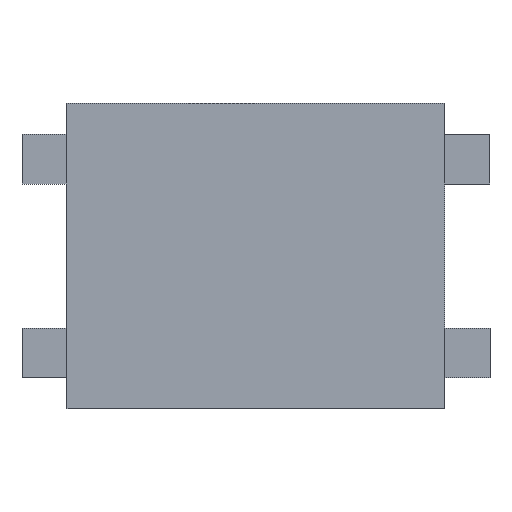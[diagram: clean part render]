
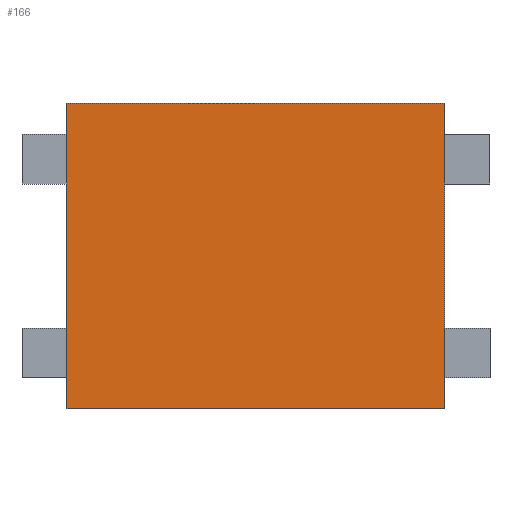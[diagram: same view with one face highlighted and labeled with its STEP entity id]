
A CAD part, front view. The second image highlights one B-rep face of the part: STEP entity #166.
In plain terms, the highlighted planar face has unit normal (0, -1, 0).
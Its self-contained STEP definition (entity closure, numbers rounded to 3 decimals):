
#13 = EDGE_CURVE ( 'NONE', #1551, #333, #626, .T. ) ;
#33 = CARTESIAN_POINT ( 'NONE',  ( 2.1, 0., -1.7 ) ) ;
#37 = DIRECTION ( 'NONE',  ( 0., 1., 0. ) ) ;
#98 = VECTOR ( 'NONE', #1852, 1000. ) ;
#166 = ADVANCED_FACE ( 'NONE', ( #1929 ), #784, .F. ) ;
#183 = VERTEX_POINT ( 'NONE', #196 ) ;
#194 = LINE ( 'NONE', #979, #1020 ) ;
#196 = CARTESIAN_POINT ( 'NONE',  ( 2.1, 0., -1.35 ) ) ;
#210 = CARTESIAN_POINT ( 'NONE',  ( -2.1, 0., -1.7 ) ) ;
#225 = VERTEX_POINT ( 'NONE', #1227 ) ;
#264 = VECTOR ( 'NONE', #636, 1000. ) ;
#280 = CARTESIAN_POINT ( 'NONE',  ( 2.1, 0., -1.7 ) ) ;
#282 = CARTESIAN_POINT ( 'NONE',  ( -2.1, 0., -1.7 ) ) ;
#288 = LINE ( 'NONE', #1191, #656 ) ;
#333 = VERTEX_POINT ( 'NONE', #1700 ) ;
#334 = VECTOR ( 'NONE', #1612, 1000. ) ;
#341 = EDGE_CURVE ( 'NONE', #1433, #1113, #194, .T. ) ;
#355 = DIRECTION ( 'NONE',  ( 0., 0., 1. ) ) ;
#376 = LINE ( 'NONE', #502, #1683 ) ;
#380 = CARTESIAN_POINT ( 'NONE',  ( 2.1, 0., -1.7 ) ) ;
#413 = CARTESIAN_POINT ( 'NONE',  ( -2.1, 0., -0.8 ) ) ;
#440 = CARTESIAN_POINT ( 'NONE',  ( -2.1, 0., -1.7 ) ) ;
#489 = EDGE_CURVE ( 'NONE', #1956, #1759, #1562, .T. ) ;
#493 = ORIENTED_EDGE ( 'NONE', *, *, #341, .F. ) ;
#502 = CARTESIAN_POINT ( 'NONE',  ( -2.1, 0., -1.7 ) ) ;
#508 = CARTESIAN_POINT ( 'NONE',  ( 2.1, 0., -1.7 ) ) ;
#526 = CARTESIAN_POINT ( 'NONE',  ( 2.1, 0., -0.8 ) ) ;
#537 = LINE ( 'NONE', #380, #98 ) ;
#544 = CARTESIAN_POINT ( 'NONE',  ( -2.1, 0., 0.8 ) ) ;
#560 = DIRECTION ( 'NONE',  ( 0., 0., -1. ) ) ;
#588 = VECTOR ( 'NONE', #1636, 1000. ) ;
#609 = ORIENTED_EDGE ( 'NONE', *, *, #13, .F. ) ;
#626 = LINE ( 'NONE', #781, #939 ) ;
#636 = DIRECTION ( 'NONE',  ( 0., 0., -1. ) ) ;
#656 = VECTOR ( 'NONE', #1032, 1000. ) ;
#682 = VECTOR ( 'NONE', #970, 1000. ) ;
#691 = EDGE_CURVE ( 'NONE', #1759, #913, #288, .T. ) ;
#742 = EDGE_CURVE ( 'NONE', #913, #1551, #1046, .T. ) ;
#759 = CARTESIAN_POINT ( 'NONE',  ( 2.1, 0., 1.7 ) ) ;
#762 = EDGE_LOOP ( 'NONE', ( #493, #938, #609, #838, #879, #1571, #1209, #1513, #1532, #1253, #1084, #1902 ) ) ;
#781 = CARTESIAN_POINT ( 'NONE',  ( -2.1, 0., -1.7 ) ) ;
#784 = PLANE ( 'NONE',  #1498 ) ;
#807 = CARTESIAN_POINT ( 'NONE',  ( -2.1, 0., -1.35 ) ) ;
#838 = ORIENTED_EDGE ( 'NONE', *, *, #742, .F. ) ;
#879 = ORIENTED_EDGE ( 'NONE', *, *, #691, .F. ) ;
#913 = VERTEX_POINT ( 'NONE', #544 ) ;
#938 = ORIENTED_EDGE ( 'NONE', *, *, #1244, .F. ) ;
#939 = VECTOR ( 'NONE', #1224, 1000. ) ;
#970 = DIRECTION ( 'NONE',  ( 1., 0., 0. ) ) ;
#973 = VERTEX_POINT ( 'NONE', #1428 ) ;
#979 = CARTESIAN_POINT ( 'NONE',  ( 2.1, 0., -1.7 ) ) ;
#988 = CARTESIAN_POINT ( 'NONE',  ( -2.1, 0., 1.35 ) ) ;
#1020 = VECTOR ( 'NONE', #1587, 1000. ) ;
#1032 = DIRECTION ( 'NONE',  ( 0., 0., 1. ) ) ;
#1036 = EDGE_CURVE ( 'NONE', #1527, #973, #1496, .T. ) ;
#1046 = LINE ( 'NONE', #282, #588 ) ;
#1084 = ORIENTED_EDGE ( 'NONE', *, *, #1687, .F. ) ;
#1113 = VERTEX_POINT ( 'NONE', #1504 ) ;
#1172 = LINE ( 'NONE', #1435, #1932 ) ;
#1191 = CARTESIAN_POINT ( 'NONE',  ( -2.1, 0., -1.7 ) ) ;
#1209 = ORIENTED_EDGE ( 'NONE', *, *, #1237, .F. ) ;
#1215 = VECTOR ( 'NONE', #1923, 1000. ) ;
#1224 = DIRECTION ( 'NONE',  ( 0., 0., 1. ) ) ;
#1227 = CARTESIAN_POINT ( 'NONE',  ( 2.1, 0., 0.8 ) ) ;
#1237 = EDGE_CURVE ( 'NONE', #973, #1956, #376, .T. ) ;
#1244 = EDGE_CURVE ( 'NONE', #333, #1433, #1837, .T. ) ;
#1253 = ORIENTED_EDGE ( 'NONE', *, *, #1377, .F. ) ;
#1260 = CARTESIAN_POINT ( 'NONE',  ( 0., 0., 0. ) ) ;
#1266 = CARTESIAN_POINT ( 'NONE',  ( -2.1, 0., 1.7 ) ) ;
#1361 = VERTEX_POINT ( 'NONE', #526 ) ;
#1377 = EDGE_CURVE ( 'NONE', #1361, #183, #537, .T. ) ;
#1379 = VECTOR ( 'NONE', #1411, 1000. ) ;
#1411 = DIRECTION ( 'NONE',  ( 0., 0., 1. ) ) ;
#1428 = CARTESIAN_POINT ( 'NONE',  ( -2.1, 0., -1.7 ) ) ;
#1433 = VERTEX_POINT ( 'NONE', #759 ) ;
#1435 = CARTESIAN_POINT ( 'NONE',  ( 2.1, 0., -1.7 ) ) ;
#1496 = LINE ( 'NONE', #440, #1215 ) ;
#1498 = AXIS2_PLACEMENT_3D ( 'NONE', #1260, #37, #1549 ) ;
#1504 = CARTESIAN_POINT ( 'NONE',  ( 2.1, 0., 1.35 ) ) ;
#1506 = EDGE_CURVE ( 'NONE', #1113, #225, #1524, .T. ) ;
#1513 = ORIENTED_EDGE ( 'NONE', *, *, #1036, .F. ) ;
#1524 = LINE ( 'NONE', #508, #264 ) ;
#1527 = VERTEX_POINT ( 'NONE', #33 ) ;
#1532 = ORIENTED_EDGE ( 'NONE', *, *, #1713, .F. ) ;
#1549 = DIRECTION ( 'NONE',  ( 0., 0., 1. ) ) ;
#1551 = VERTEX_POINT ( 'NONE', #988 ) ;
#1562 = LINE ( 'NONE', #210, #1379 ) ;
#1571 = ORIENTED_EDGE ( 'NONE', *, *, #489, .F. ) ;
#1587 = DIRECTION ( 'NONE',  ( 0., 0., -1. ) ) ;
#1612 = DIRECTION ( 'NONE',  ( 0., 0., -1. ) ) ;
#1636 = DIRECTION ( 'NONE',  ( 0., 0., 1. ) ) ;
#1683 = VECTOR ( 'NONE', #355, 1000. ) ;
#1687 = EDGE_CURVE ( 'NONE', #225, #1361, #1758, .T. ) ;
#1700 = CARTESIAN_POINT ( 'NONE',  ( -2.1, 0., 1.7 ) ) ;
#1713 = EDGE_CURVE ( 'NONE', #183, #1527, #1172, .T. ) ;
#1758 = LINE ( 'NONE', #280, #334 ) ;
#1759 = VERTEX_POINT ( 'NONE', #413 ) ;
#1837 = LINE ( 'NONE', #1266, #682 ) ;
#1852 = DIRECTION ( 'NONE',  ( 0., 0., -1. ) ) ;
#1902 = ORIENTED_EDGE ( 'NONE', *, *, #1506, .F. ) ;
#1923 = DIRECTION ( 'NONE',  ( -1., 0., 0. ) ) ;
#1929 = FACE_OUTER_BOUND ( 'NONE', #762, .T. ) ;
#1932 = VECTOR ( 'NONE', #560, 1000. ) ;
#1956 = VERTEX_POINT ( 'NONE', #807 ) ;
